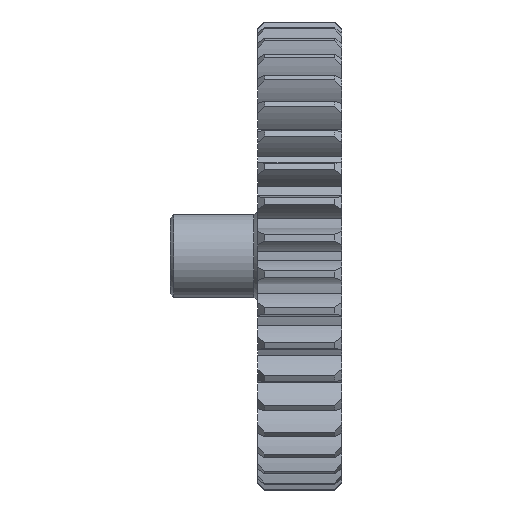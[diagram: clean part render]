
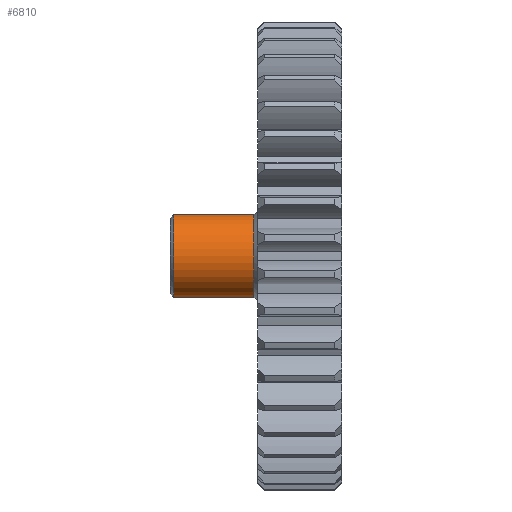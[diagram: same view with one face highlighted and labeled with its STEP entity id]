
A CAD part, front view. The second image highlights one B-rep face of the part: STEP entity #6810.
In plain terms, the highlighted cylindrical face has radius 3 mm (diameter 6 mm), a partial arc.
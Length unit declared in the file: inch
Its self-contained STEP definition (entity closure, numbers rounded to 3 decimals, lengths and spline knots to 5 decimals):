
#116 = AXIS2_PLACEMENT_3D ( 'NONE', #8189, #8068, #7979 ) ;
#117 = VERTEX_POINT ( 'NONE', #6418 ) ;
#238 = AXIS2_PLACEMENT_3D ( 'NONE', #4893, #5067, #4805 ) ;
#1193 = CIRCLE ( 'NONE', #116, 0.11811 ) ;
#1550 = VERTEX_POINT ( 'NONE', #5200 ) ;
#2032 = CARTESIAN_POINT ( 'NONE',  ( -0.245, -0.025, 0.11543 ) ) ;
#2039 = AXIS2_PLACEMENT_3D ( 'NONE', #3392, #6284, #3264 ) ;
#2054 = DIRECTION ( 'NONE',  ( 1., 0., 0. ) ) ;
#3264 = DIRECTION ( 'NONE',  ( 0., 0., -1. ) ) ;
#3285 = CARTESIAN_POINT ( 'NONE',  ( -0.245, -0.025, -0.11543 ) ) ;
#3316 = VECTOR ( 'NONE', #2054, 39.37008 ) ;
#3392 = CARTESIAN_POINT ( 'NONE',  ( -0.01, 0., 0. ) ) ;
#3735 = CARTESIAN_POINT ( 'NONE',  ( -0.235, -0.025, -0.11543 ) ) ;
#3850 = DIRECTION ( 'NONE',  ( 1., 0., 0. ) ) ;
#4307 = CYLINDRICAL_SURFACE ( 'NONE', #238, 0.11811 ) ;
#4314 = CIRCLE ( 'NONE', #2039, 0.11811 ) ;
#4805 = DIRECTION ( 'NONE',  ( 0., 0., -1. ) ) ;
#4893 = CARTESIAN_POINT ( 'NONE',  ( -0.245, 0., 0. ) ) ;
#5067 = DIRECTION ( 'NONE',  ( 1., 0., 0. ) ) ;
#5200 = CARTESIAN_POINT ( 'NONE',  ( -0.01, -0.025, -0.11543 ) ) ;
#5914 = VECTOR ( 'NONE', #3850, 39.37008 ) ;
#6284 = DIRECTION ( 'NONE',  ( -1., 0., 0. ) ) ;
#6418 = CARTESIAN_POINT ( 'NONE',  ( -0.235, -0.025, 0.11543 ) ) ;
#6522 = ORIENTED_EDGE ( 'NONE', *, *, #7773, .F. ) ;
#6717 = ORIENTED_EDGE ( 'NONE', *, *, #7947, .T. ) ;
#6810 = ADVANCED_FACE ( 'NONE', ( #8101 ), #4307, .T. ) ;
#6953 = EDGE_LOOP ( 'NONE', ( #6522, #7393, #8691, #6717 ) ) ;
#7068 = VERTEX_POINT ( 'NONE', #3735 ) ;
#7184 = EDGE_CURVE ( 'NONE', #7068, #1550, #7815, .T. ) ;
#7393 = ORIENTED_EDGE ( 'NONE', *, *, #7871, .T. ) ;
#7773 = EDGE_CURVE ( 'NONE', #117, #8555, #8979, .T. ) ;
#7815 = LINE ( 'NONE', #3285, #5914 ) ;
#7871 = EDGE_CURVE ( 'NONE', #117, #7068, #1193, .T. ) ;
#7947 = EDGE_CURVE ( 'NONE', #1550, #8555, #4314, .T. ) ;
#7979 = DIRECTION ( 'NONE',  ( 0., 0., 1. ) ) ;
#8068 = DIRECTION ( 'NONE',  ( 1., 0., 0. ) ) ;
#8101 = FACE_OUTER_BOUND ( 'NONE', #6953, .T. ) ;
#8189 = CARTESIAN_POINT ( 'NONE',  ( -0.235, 0., 0. ) ) ;
#8555 = VERTEX_POINT ( 'NONE', #9132 ) ;
#8691 = ORIENTED_EDGE ( 'NONE', *, *, #7184, .T. ) ;
#8979 = LINE ( 'NONE', #2032, #3316 ) ;
#9132 = CARTESIAN_POINT ( 'NONE',  ( -0.01, -0.025, 0.11543 ) ) ;
